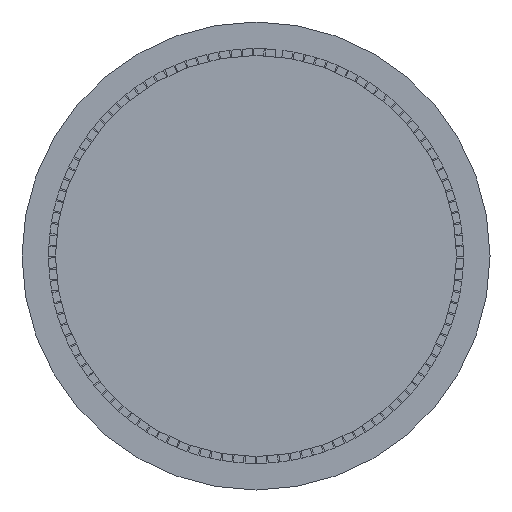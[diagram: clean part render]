
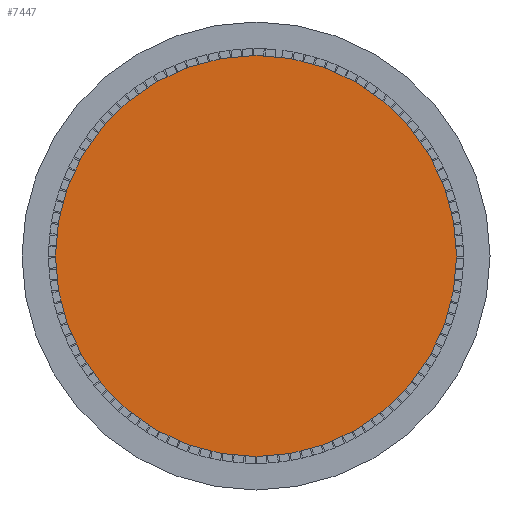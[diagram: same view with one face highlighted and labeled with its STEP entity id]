
A CAD part, left-side view. The second image highlights one B-rep face of the part: STEP entity #7447.
In plain terms, the highlighted planar face has unit normal (-1, 0, 0).
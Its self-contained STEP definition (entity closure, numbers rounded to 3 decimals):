
#7447=ADVANCED_FACE('',(#10146),#8798,.T.);
#8798=PLANE('',#22736);
#10146=FACE_OUTER_BOUND('',#11492,.T.);
#11492=EDGE_LOOP('',(#12848));
#12848=ORIENTED_EDGE('',*,*,#20034,.F.);
#18236=VERTEX_POINT('',#29498);
#20034=EDGE_CURVE('',#18236,#18236,#22728,.T.);
#22728=CIRCLE('',#22735,6.);
#22735=AXIS2_PLACEMENT_3D('',#29497,#24094,#24095);
#22736=AXIS2_PLACEMENT_3D('',#29499,#24096,#24097);
#24094=DIRECTION('',(1.,0.,0.));
#24095=DIRECTION('',(0.,0.,-1.));
#24096=DIRECTION('',(-1.,0.,0.));
#24097=DIRECTION('',(0.,0.,1.));
#29497=CARTESIAN_POINT('',(0.,0.,0.));
#29498=CARTESIAN_POINT('',(0.,0.,-6.));
#29499=CARTESIAN_POINT('',(0.,0.,0.));
